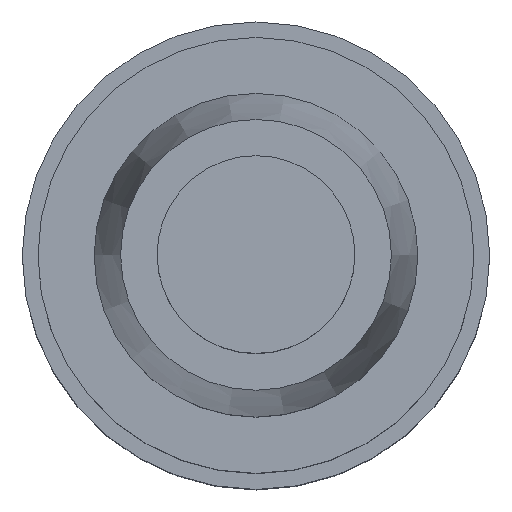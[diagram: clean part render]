
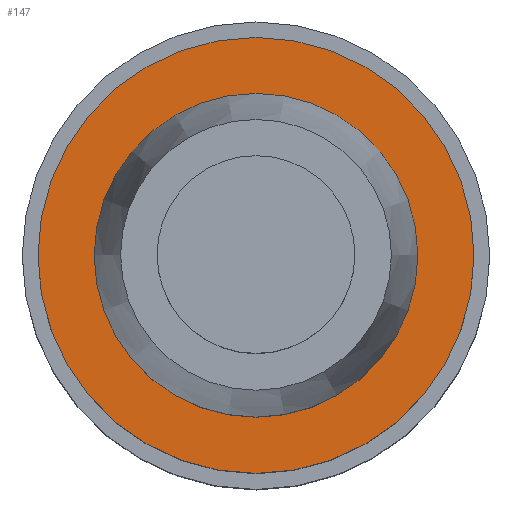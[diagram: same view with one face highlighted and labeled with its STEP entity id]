
A CAD part, top view. The second image highlights one B-rep face of the part: STEP entity #147.
In plain terms, the highlighted planar face has unit normal (0, 0, 1).
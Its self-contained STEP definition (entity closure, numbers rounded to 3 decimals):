
#134=FACE_BOUND('',#175,.T.);
#135=FACE_BOUND('',#176,.T.);
#147=ADVANCED_FACE('',(#134,#135),#154,.T.);
#154=PLANE('',#249);
#175=EDGE_LOOP('',(#195));
#176=EDGE_LOOP('',(#196));
#195=ORIENTED_EDGE('',*,*,#217,.T.);
#196=ORIENTED_EDGE('',*,*,#218,.F.);
#207=VERTEX_POINT('',#323);
#208=VERTEX_POINT('',#326);
#217=EDGE_CURVE('',#207,#207,#227,.T.);
#218=EDGE_CURVE('',#208,#208,#228,.T.);
#227=CIRCLE('',#246,3.6);
#228=CIRCLE('',#248,4.85);
#246=AXIS2_PLACEMENT_3D('',#322,#285,#286);
#248=AXIS2_PLACEMENT_3D('',#325,#289,#290);
#249=AXIS2_PLACEMENT_3D('',#327,#291,#292);
#285=DIRECTION('',(0.,0.,-1.));
#286=DIRECTION('',(-1.,0.,0.));
#289=DIRECTION('',(0.,0.,-1.));
#290=DIRECTION('',(-1.,0.,0.));
#291=DIRECTION('',(0.,0.,1.));
#292=DIRECTION('',(1.,0.,0.));
#322=CARTESIAN_POINT('',(0.,0.,0.));
#323=CARTESIAN_POINT('',(-3.6,0.,0.));
#325=CARTESIAN_POINT('',(0.,0.,0.));
#326=CARTESIAN_POINT('',(-4.85,0.,0.));
#327=CARTESIAN_POINT('',(0.,4.85,0.));
